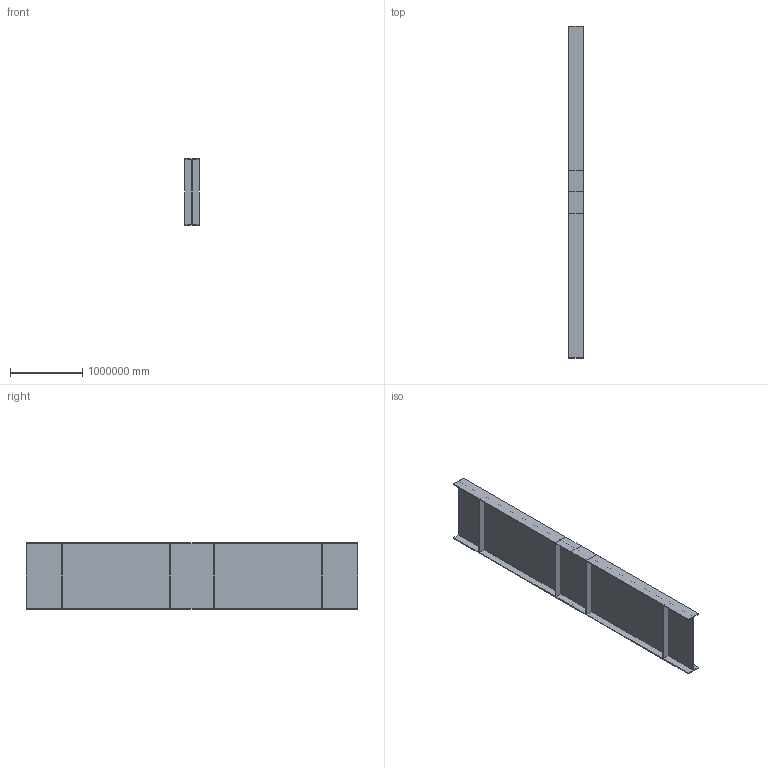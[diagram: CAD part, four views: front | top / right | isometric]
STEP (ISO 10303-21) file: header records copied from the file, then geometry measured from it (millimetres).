
FILE_DESCRIPTION(('Open CASCADE Model'),'2;1');
FILE_NAME('Open CASCADE Shape Model','2024-11-15T16:02:06',('Author'),( 'Open CASCADE'),'Open CASCADE STEP processor 7.3','Open CASCADE 7.3' ,'Unknown');
FILE_SCHEMA(('AUTOMOTIVE_DESIGN { 1 0 10303 214 1 1 1 1 }'));
Length unit declared in the file: metre
Products named in the file (2): Open CASCADE STEP translator 7.3 1; Open CASCADE STEP translator 7.3 1.1
Assembly tree (1 placements, depth 2):
  Open CASCADE STEP translator 7.3 1
    Open CASCADE STEP translator 7.3 1.1
Bounding box: 200000 x 4600000 x 924000 mm (x, y, z)
Surface area: 18001840000000 mm2 (no closed solid volume)
Topology: 0 solids, 5 shells, 70 faces, 182 edges, 124 vertices
Faces by surface type: plane 70
Entity records: 3818 total; most frequent: CARTESIAN_POINT 622, DIRECTION 594, LINE 450, VECTOR 450, ORIENTED_EDGE 324, PCURVE 300, DEFINITIONAL_REPRESENTATION 300, EDGE_CURVE 150
